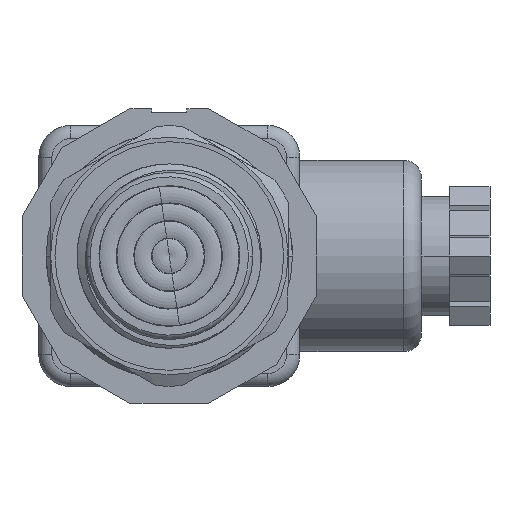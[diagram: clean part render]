
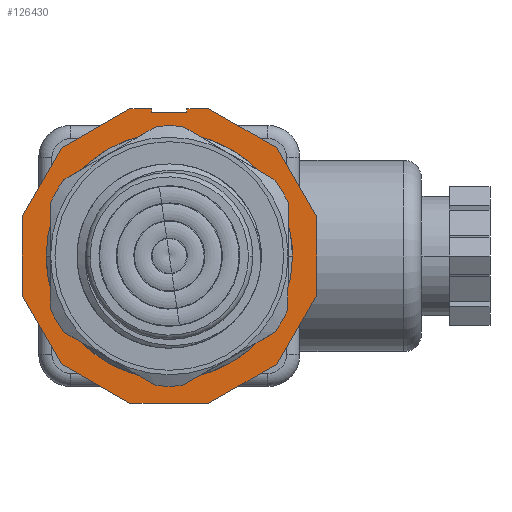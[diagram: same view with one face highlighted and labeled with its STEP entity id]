
A CAD part, left-side view. The second image highlights one B-rep face of the part: STEP entity #126430.
In plain terms, the highlighted planar face has unit normal (-1, 0, 0).
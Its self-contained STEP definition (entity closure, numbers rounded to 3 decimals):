
#124710=CARTESIAN_POINT('',(69.,50.3,-125.));
#124720=VERTEX_POINT('',#124710);
#124840=CARTESIAN_POINT('',(69.,22.3,-125.));
#124850=VERTEX_POINT('',#124840);
#124880=CARTESIAN_POINT('',(69.,36.3,-125.));
#124890=DIRECTION('',(-1.,0.,0.));
#124900=DIRECTION('',(0.,0.,-1.));
#124910=AXIS2_PLACEMENT_3D('',#124880,#124890,#124900);
#124920=CIRCLE('',#124910,14.);
#124930=CARTESIAN_POINT('',(69.,36.3,-139.));
#124940=VERTEX_POINT('',#124930);
#124950=EDGE_CURVE('',#124940,#124850,#124920,.T.);
#124970=EDGE_CURVE('',#124720,#124940,#124920,.T.);
#125020=CARTESIAN_POINT('',(69.,59.181,-131.131));
#125030=DIRECTION('',(-1.,-0.,-0.));
#125040=DIRECTION('',(0.,0.,-1.));
#125050=AXIS2_PLACEMENT_3D('',#125020,#125030,#125040);
#125060=PLANE('',#125050);
#125070=CARTESIAN_POINT('',(69.,34.3,-108.25));
#125080=DIRECTION('',(0.,0.,-1.));
#125090=VECTOR('',#125080,1.);
#125100=LINE('',#125070,#125090);
#125110=CARTESIAN_POINT('',(69.,34.3,-108.25));
#125120=VERTEX_POINT('',#125110);
#125130=CARTESIAN_POINT('',(69.,34.3,-108.65));
#125140=VERTEX_POINT('',#125130);
#125150=EDGE_CURVE('',#125120,#125140,#125100,.T.);
#125160=ORIENTED_EDGE('',*,*,#125150,.T.);
#125170=CARTESIAN_POINT('',(69.,31.812,-108.25));
#125180=DIRECTION('',(0.,1.,0.));
#125190=VECTOR('',#125180,1.);
#125200=LINE('',#125170,#125190);
#125210=CARTESIAN_POINT('',(69.,31.812,-108.25));
#125220=VERTEX_POINT('',#125210);
#125230=EDGE_CURVE('',#125220,#125120,#125200,.T.);
#125240=ORIENTED_EDGE('',*,*,#125230,.T.);
#125250=CARTESIAN_POINT('',(69.,24.038,-112.738));
#125260=DIRECTION('',(0.,0.866,0.5));
#125270=VECTOR('',#125260,1.);
#125280=LINE('',#125250,#125270);
#125290=CARTESIAN_POINT('',(69.,24.038,-112.738));
#125300=VERTEX_POINT('',#125290);
#125310=EDGE_CURVE('',#125300,#125220,#125280,.T.);
#125320=ORIENTED_EDGE('',*,*,#125310,.T.);
#125330=CARTESIAN_POINT('',(69.,19.55,-120.512));
#125340=DIRECTION('',(0.,0.5,0.866));
#125350=VECTOR('',#125340,1.);
#125360=LINE('',#125330,#125350);
#125370=CARTESIAN_POINT('',(69.,19.55,-120.512));
#125380=VERTEX_POINT('',#125370);
#125390=EDGE_CURVE('',#125380,#125300,#125360,.T.);
#125400=ORIENTED_EDGE('',*,*,#125390,.T.);
#125410=CARTESIAN_POINT('',(69.,19.55,-129.488));
#125420=DIRECTION('',(0.,0.,1.));
#125430=VECTOR('',#125420,1.);
#125440=LINE('',#125410,#125430);
#125450=CARTESIAN_POINT('',(69.,19.55,-129.488));
#125460=VERTEX_POINT('',#125450);
#125470=EDGE_CURVE('',#125460,#125380,#125440,.T.);
#125480=ORIENTED_EDGE('',*,*,#125470,.T.);
#125490=CARTESIAN_POINT('',(69.,24.038,-137.262));
#125500=DIRECTION('',(0.,-0.5,0.866));
#125510=VECTOR('',#125500,1.);
#125520=LINE('',#125490,#125510);
#125530=CARTESIAN_POINT('',(69.,24.038,-137.262));
#125540=VERTEX_POINT('',#125530);
#125550=EDGE_CURVE('',#125540,#125460,#125520,.T.);
#125560=ORIENTED_EDGE('',*,*,#125550,.T.);
#125570=CARTESIAN_POINT('',(69.,31.812,-141.75));
#125580=DIRECTION('',(0.,-0.866,0.5));
#125590=VECTOR('',#125580,1.);
#125600=LINE('',#125570,#125590);
#125610=CARTESIAN_POINT('',(69.,31.812,-141.75));
#125620=VERTEX_POINT('',#125610);
#125630=EDGE_CURVE('',#125620,#125540,#125600,.T.);
#125640=ORIENTED_EDGE('',*,*,#125630,.T.);
#125650=CARTESIAN_POINT('',(69.,40.788,-141.75));
#125660=DIRECTION('',(0.,-1.,0.));
#125670=VECTOR('',#125660,1.);
#125680=LINE('',#125650,#125670);
#125690=CARTESIAN_POINT('',(69.,40.788,-141.75));
#125700=VERTEX_POINT('',#125690);
#125710=EDGE_CURVE('',#125700,#125620,#125680,.T.);
#125720=ORIENTED_EDGE('',*,*,#125710,.T.);
#125730=CARTESIAN_POINT('',(69.,48.562,-137.262));
#125740=DIRECTION('',(0.,-0.866,-0.5));
#125750=VECTOR('',#125740,1.);
#125760=LINE('',#125730,#125750);
#125770=CARTESIAN_POINT('',(69.,48.562,-137.262));
#125780=VERTEX_POINT('',#125770);
#125790=EDGE_CURVE('',#125780,#125700,#125760,.T.);
#125800=ORIENTED_EDGE('',*,*,#125790,.T.);
#125810=CARTESIAN_POINT('',(69.,53.05,-129.488));
#125820=DIRECTION('',(0.,-0.5,-0.866));
#125830=VECTOR('',#125820,1.);
#125840=LINE('',#125810,#125830);
#125850=CARTESIAN_POINT('',(69.,53.05,-129.488));
#125860=VERTEX_POINT('',#125850);
#125870=EDGE_CURVE('',#125860,#125780,#125840,.T.);
#125880=ORIENTED_EDGE('',*,*,#125870,.T.);
#125890=CARTESIAN_POINT('',(69.,53.05,-120.512));
#125900=DIRECTION('',(0.,0.,-1.));
#125910=VECTOR('',#125900,1.);
#125920=LINE('',#125890,#125910);
#125930=CARTESIAN_POINT('',(69.,53.05,-120.512));
#125940=VERTEX_POINT('',#125930);
#125950=EDGE_CURVE('',#125940,#125860,#125920,.T.);
#125960=ORIENTED_EDGE('',*,*,#125950,.T.);
#125970=CARTESIAN_POINT('',(69.,48.562,-112.738));
#125980=DIRECTION('',(0.,0.5,-0.866));
#125990=VECTOR('',#125980,1.);
#126000=LINE('',#125970,#125990);
#126010=CARTESIAN_POINT('',(69.,48.562,-112.738));
#126020=VERTEX_POINT('',#126010);
#126030=EDGE_CURVE('',#126020,#125940,#126000,.T.);
#126040=ORIENTED_EDGE('',*,*,#126030,.T.);
#126050=CARTESIAN_POINT('',(69.,40.788,-108.25));
#126060=DIRECTION('',(0.,0.866,-0.5));
#126070=VECTOR('',#126060,1.);
#126080=LINE('',#126050,#126070);
#126090=CARTESIAN_POINT('',(69.,40.788,-108.25));
#126100=VERTEX_POINT('',#126090);
#126110=EDGE_CURVE('',#126100,#126020,#126080,.T.);
#126120=ORIENTED_EDGE('',*,*,#126110,.T.);
#126130=CARTESIAN_POINT('',(69.,38.3,-108.25));
#126140=DIRECTION('',(0.,1.,0.));
#126150=VECTOR('',#126140,1.);
#126160=LINE('',#126130,#126150);
#126170=CARTESIAN_POINT('',(69.,38.3,-108.25));
#126180=VERTEX_POINT('',#126170);
#126190=EDGE_CURVE('',#126180,#126100,#126160,.T.);
#126200=ORIENTED_EDGE('',*,*,#126190,.T.);
#126210=CARTESIAN_POINT('',(69.,38.3,-108.65));
#126220=DIRECTION('',(0.,0.,1.));
#126230=VECTOR('',#126220,1.);
#126240=LINE('',#126210,#126230);
#126250=CARTESIAN_POINT('',(69.,38.3,-108.65));
#126260=VERTEX_POINT('',#126250);
#126270=EDGE_CURVE('',#126260,#126180,#126240,.T.);
#126280=ORIENTED_EDGE('',*,*,#126270,.T.);
#126290=CARTESIAN_POINT('',(69.,34.3,-108.65));
#126300=DIRECTION('',(0.,1.,0.));
#126310=VECTOR('',#126300,1.);
#126320=LINE('',#126290,#126310);
#126330=EDGE_CURVE('',#125140,#126260,#126320,.T.);
#126340=ORIENTED_EDGE('',*,*,#126330,.T.);
#126350=EDGE_LOOP('',(#126340,#126280,#126200,#126120,#126040,#125960,
#125880,#125800,#125720,#125640,#125560,#125480,#125400,#125320,#125240,
#125160));
#126360=FACE_OUTER_BOUND('',#126350,.T.);
#126370=ORIENTED_EDGE('',*,*,#124950,.F.);
#126380=EDGE_CURVE('',#124850,#124720,#124920,.T.);
#126390=ORIENTED_EDGE('',*,*,#126380,.F.);
#126400=ORIENTED_EDGE('',*,*,#124970,.F.);
#126410=EDGE_LOOP('',(#126400,#126390,#126370));
#126420=FACE_BOUND('',#126410,.T.);
#126430=ADVANCED_FACE('',(#126360,#126420),#125060,.T.);
